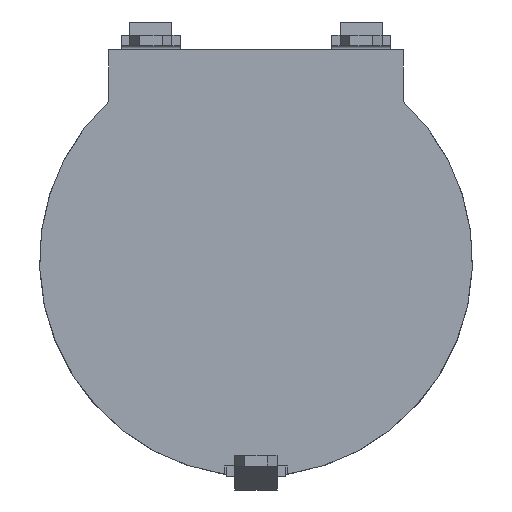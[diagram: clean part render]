
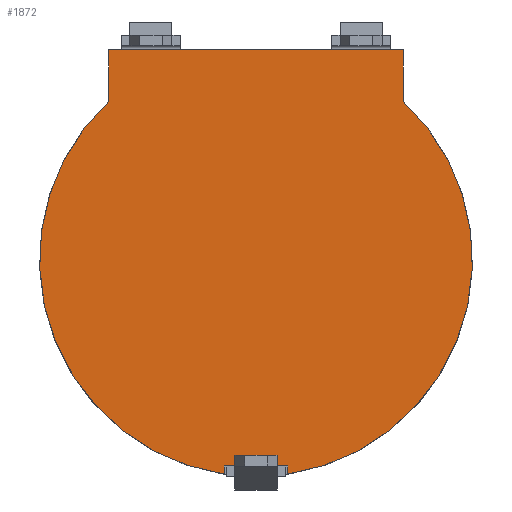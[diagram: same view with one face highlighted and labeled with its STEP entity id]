
A CAD part, front view. The second image highlights one B-rep face of the part: STEP entity #1872.
In plain terms, the highlighted planar face has unit normal (0, -1, 0).
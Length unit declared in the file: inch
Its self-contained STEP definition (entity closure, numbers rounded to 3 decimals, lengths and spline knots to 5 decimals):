
#1=DIRECTION('',(1.,0.,0.));
#2=VECTOR('',#1,0.05512);
#3=CARTESIAN_POINT('',(-0.02756,0.,-0.19291));
#4=LINE('',#3,#2);
#5=DIRECTION('',(1.,0.,0.));
#6=VECTOR('',#5,0.00197);
#7=CARTESIAN_POINT('',(-0.02953,0.,-0.19291));
#8=LINE('',#7,#6);
#9=DIRECTION('',(0.,0.,-1.));
#10=VECTOR('',#9,0.00768);
#11=CARTESIAN_POINT('',(-0.02953,0.,-0.19291));
#12=LINE('',#11,#10);
#13=CARTESIAN_POINT('',(0.,0.,0.));
#14=DIRECTION('',(0.,1.,0.));
#15=DIRECTION('',(-0.146,0.,-0.989));
#16=AXIS2_PLACEMENT_3D('',#13,#14,#15);
#18=DIRECTION('',(0.,0.,1.));
#19=VECTOR('',#18,0.04811);
#20=CARTESIAN_POINT('',(-0.1378,0.,0.14874));
#21=LINE('',#20,#19);
#22=DIRECTION('',(1.,0.,0.));
#23=VECTOR('',#22,0.27559);
#24=CARTESIAN_POINT('',(-0.1378,0.,0.19685));
#25=LINE('',#24,#23);
#26=DIRECTION('',(0.,0.,-1.));
#27=VECTOR('',#26,0.04811);
#28=CARTESIAN_POINT('',(0.1378,0.,0.19685));
#29=LINE('',#28,#27);
#30=CARTESIAN_POINT('',(0.,0.,0.));
#31=DIRECTION('',(0.,1.,0.));
#32=DIRECTION('',(0.68,0.,0.734));
#33=AXIS2_PLACEMENT_3D('',#30,#31,#32);
#35=DIRECTION('',(0.,0.,-1.));
#36=VECTOR('',#35,0.00768);
#37=CARTESIAN_POINT('',(0.02953,0.,-0.19291));
#38=LINE('',#37,#36);
#39=DIRECTION('',(1.,0.,0.));
#40=VECTOR('',#39,0.00197);
#41=CARTESIAN_POINT('',(0.02756,0.,-0.19291));
#42=LINE('',#41,#40);
#1401=CARTESIAN_POINT('',(-0.1378,0.,0.14874));
#1402=CARTESIAN_POINT('',(-0.1378,0.,0.19685));
#1403=VERTEX_POINT('',#1401);
#1404=VERTEX_POINT('',#1402);
#1405=CARTESIAN_POINT('',(0.1378,0.,0.19685));
#1406=VERTEX_POINT('',#1405);
#1407=CARTESIAN_POINT('',(0.1378,0.,0.14874));
#1408=VERTEX_POINT('',#1407);
#1473=CARTESIAN_POINT('',(-0.02953,0.,-0.19291));
#1474=CARTESIAN_POINT('',(-0.02953,0.,-0.20059));
#1475=VERTEX_POINT('',#1473);
#1476=VERTEX_POINT('',#1474);
#1477=CARTESIAN_POINT('',(0.02953,0.,-0.19291));
#1478=CARTESIAN_POINT('',(0.02953,0.,-0.20059));
#1479=VERTEX_POINT('',#1477);
#1480=VERTEX_POINT('',#1478);
#1709=CARTESIAN_POINT('',(-0.02756,0.,-0.19291));
#1710=CARTESIAN_POINT('',(0.02756,0.,-0.19291));
#1711=VERTEX_POINT('',#1709);
#1712=VERTEX_POINT('',#1710);
#1845=CARTESIAN_POINT('',(0.,0.,0.));
#1846=DIRECTION('',(0.,1.,0.));
#1847=DIRECTION('',(1.,0.,0.));
#1848=AXIS2_PLACEMENT_3D('',#1845,#1846,#1847);
#1849=PLANE('',#1848);
#1851=ORIENTED_EDGE('',*,*,#1850,.F.);
#1853=ORIENTED_EDGE('',*,*,#1852,.F.);
#1855=ORIENTED_EDGE('',*,*,#1854,.T.);
#1857=ORIENTED_EDGE('',*,*,#1856,.T.);
#1859=ORIENTED_EDGE('',*,*,#1858,.T.);
#1861=ORIENTED_EDGE('',*,*,#1860,.T.);
#1863=ORIENTED_EDGE('',*,*,#1862,.T.);
#1865=ORIENTED_EDGE('',*,*,#1864,.T.);
#1867=ORIENTED_EDGE('',*,*,#1866,.F.);
#1869=ORIENTED_EDGE('',*,*,#1868,.F.);
#1870=EDGE_LOOP('',(#1851,#1853,#1855,#1857,#1859,#1861,#1863,#1865,#1867,
#1869));
#1871=FACE_OUTER_BOUND('',#1870,.F.);
#1872=ADVANCED_FACE('',(#1871),#1849,.F.);
#17=CIRCLE('',#16,0.20276);
#34=CIRCLE('',#33,0.20276);
#1850=EDGE_CURVE('',#1711,#1712,#4,.T.);
#1852=EDGE_CURVE('',#1475,#1711,#8,.T.);
#1854=EDGE_CURVE('',#1475,#1476,#12,.T.);
#1856=EDGE_CURVE('',#1476,#1403,#17,.T.);
#1858=EDGE_CURVE('',#1403,#1404,#21,.T.);
#1860=EDGE_CURVE('',#1404,#1406,#25,.T.);
#1862=EDGE_CURVE('',#1406,#1408,#29,.T.);
#1864=EDGE_CURVE('',#1408,#1480,#34,.T.);
#1866=EDGE_CURVE('',#1479,#1480,#38,.T.);
#1868=EDGE_CURVE('',#1712,#1479,#42,.T.);
